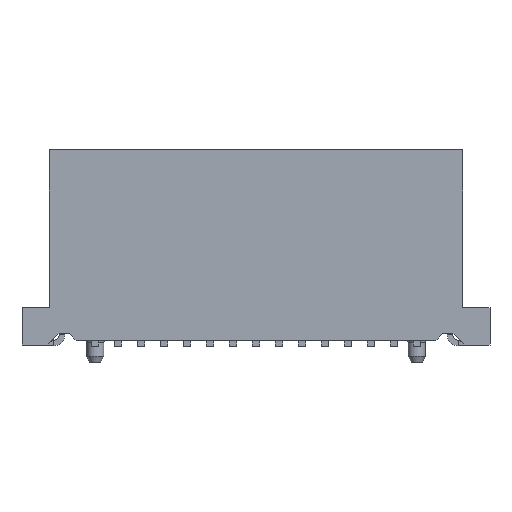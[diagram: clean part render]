
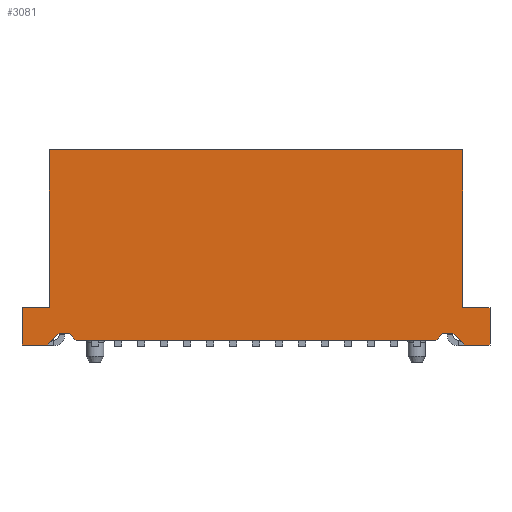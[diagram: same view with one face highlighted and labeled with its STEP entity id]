
A CAD part, front view. The second image highlights one B-rep face of the part: STEP entity #3081.
In plain terms, the highlighted planar face has unit normal (0, -1, 0).
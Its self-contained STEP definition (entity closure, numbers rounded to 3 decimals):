
#37=CARTESIAN_POINT('',(-7.2,-1.75,1.3));
#38=VERTEX_POINT('',#37);
#45=CARTESIAN_POINT('',(-7.2,-1.75,6.8));
#46=VERTEX_POINT('',#45);
#47=CARTESIAN_POINT('',(-7.2,-1.75,1.3));
#48=DIRECTION('',(0.,0.,1.));
#49=VECTOR('',#48,5.5);
#50=LINE('',#47,#49);
#51=EDGE_CURVE('',#38,#46,#50,.T.);
#85=CARTESIAN_POINT('',(7.2,-1.75,6.8));
#86=VERTEX_POINT('',#85);
#93=CARTESIAN_POINT('',(7.2,-1.75,1.3));
#94=VERTEX_POINT('',#93);
#95=CARTESIAN_POINT('',(7.2,-1.75,6.8));
#96=DIRECTION('',(0.,0.,-1.));
#97=VECTOR('',#96,5.5);
#98=LINE('',#95,#97);
#99=EDGE_CURVE('',#86,#94,#98,.T.);
#122=CARTESIAN_POINT('',(-7.2,-1.75,6.8));
#123=DIRECTION('',(1.,0.,0.));
#124=VECTOR('',#123,14.4);
#125=LINE('',#122,#124);
#126=EDGE_CURVE('',#46,#86,#125,.T.);
#1557=CARTESIAN_POINT('',(8.15,-1.75,0.));
#1558=VERTEX_POINT('',#1557);
#1575=CARTESIAN_POINT('',(8.15,-1.75,1.3));
#1576=VERTEX_POINT('',#1575);
#1583=CARTESIAN_POINT('',(8.15,-1.75,1.3));
#1584=DIRECTION('',(0.,0.,-1.));
#1585=VECTOR('',#1584,1.3);
#1586=LINE('',#1583,#1585);
#1587=EDGE_CURVE('',#1576,#1558,#1586,.T.);
#1597=CARTESIAN_POINT('',(-8.15,-1.75,0.));
#1598=VERTEX_POINT('',#1597);
#1599=CARTESIAN_POINT('',(-8.15,-1.75,1.3));
#1600=VERTEX_POINT('',#1599);
#1601=CARTESIAN_POINT('',(-8.15,-1.75,0.));
#1602=DIRECTION('',(0.,0.,1.));
#1603=VECTOR('',#1602,1.3);
#1604=LINE('',#1601,#1603);
#1605=EDGE_CURVE('',#1598,#1600,#1604,.T.);
#1684=CARTESIAN_POINT('',(7.2,-1.75,1.3));
#1685=DIRECTION('',(1.,0.,0.));
#1686=VECTOR('',#1685,0.95);
#1687=LINE('',#1684,#1686);
#1688=EDGE_CURVE('',#94,#1576,#1687,.T.);
#1752=CARTESIAN_POINT('',(-8.15,-1.75,1.3));
#1753=DIRECTION('',(1.,0.,0.));
#1754=VECTOR('',#1753,0.95);
#1755=LINE('',#1752,#1754);
#1756=EDGE_CURVE('',#1600,#38,#1755,.T.);
#2997=CARTESIAN_POINT('',(0.,-1.75,3.4));
#2998=DIRECTION('',(1.,0.,0.));
#2999=DIRECTION('',(0.,-1.,0.));
#3000=AXIS2_PLACEMENT_3D('',#2997,#2999,#2998);
#3001=PLANE('',#3000);
#3002=CARTESIAN_POINT('',(-7.26,-1.75,0.));
#3003=VERTEX_POINT('',#3002);
#3004=CARTESIAN_POINT('',(-8.15,-1.75,0.));
#3005=DIRECTION('',(1.,0.,0.));
#3006=VECTOR('',#3005,0.89);
#3007=LINE('',#3004,#3006);
#3008=EDGE_CURVE('',#1598,#3003,#3007,.T.);
#3009=ORIENTED_EDGE('',*,*,#3008,.T.);
#3010=CARTESIAN_POINT('',(-6.86,-1.75,0.4));
#3011=VERTEX_POINT('',#3010);
#3012=CARTESIAN_POINT('',(-7.26,-1.75,0.));
#3013=DIRECTION('',(0.707,0.,0.707));
#3014=VECTOR('',#3013,0.566);
#3015=LINE('',#3012,#3014);
#3016=EDGE_CURVE('',#3003,#3011,#3015,.T.);
#3017=ORIENTED_EDGE('',*,*,#3016,.T.);
#3018=CARTESIAN_POINT('',(-6.5,-1.75,0.4));
#3019=VERTEX_POINT('',#3018);
#3020=CARTESIAN_POINT('',(-6.86,-1.75,0.4));
#3021=DIRECTION('',(1.,0.,0.));
#3022=VECTOR('',#3021,0.36);
#3023=LINE('',#3020,#3022);
#3024=EDGE_CURVE('',#3011,#3019,#3023,.T.);
#3025=ORIENTED_EDGE('',*,*,#3024,.T.);
#3026=CARTESIAN_POINT('',(-6.266,-1.75,0.166));
#3027=VERTEX_POINT('',#3026);
#3028=CARTESIAN_POINT('',(-6.5,-1.75,0.4));
#3029=DIRECTION('',(0.707,0.,-0.707));
#3030=VECTOR('',#3029,0.332);
#3031=LINE('',#3028,#3030);
#3032=EDGE_CURVE('',#3019,#3027,#3031,.T.);
#3033=ORIENTED_EDGE('',*,*,#3032,.T.);
#3034=CARTESIAN_POINT('',(6.266,-1.75,0.166));
#3035=VERTEX_POINT('',#3034);
#3036=CARTESIAN_POINT('',(-6.266,-1.75,0.166));
#3037=DIRECTION('',(1.,0.,0.));
#3038=VECTOR('',#3037,12.531);
#3039=LINE('',#3036,#3038);
#3040=EDGE_CURVE('',#3027,#3035,#3039,.T.);
#3041=ORIENTED_EDGE('',*,*,#3040,.T.);
#3042=CARTESIAN_POINT('',(6.5,-1.75,0.4));
#3043=VERTEX_POINT('',#3042);
#3044=CARTESIAN_POINT('',(6.266,-1.75,0.166));
#3045=DIRECTION('',(0.707,0.,0.707));
#3046=VECTOR('',#3045,0.332);
#3047=LINE('',#3044,#3046);
#3048=EDGE_CURVE('',#3035,#3043,#3047,.T.);
#3049=ORIENTED_EDGE('',*,*,#3048,.T.);
#3050=CARTESIAN_POINT('',(6.86,-1.75,0.4));
#3051=VERTEX_POINT('',#3050);
#3052=CARTESIAN_POINT('',(6.5,-1.75,0.4));
#3053=DIRECTION('',(1.,0.,0.));
#3054=VECTOR('',#3053,0.36);
#3055=LINE('',#3052,#3054);
#3056=EDGE_CURVE('',#3043,#3051,#3055,.T.);
#3057=ORIENTED_EDGE('',*,*,#3056,.T.);
#3058=CARTESIAN_POINT('',(7.26,-1.75,0.));
#3059=VERTEX_POINT('',#3058);
#3060=CARTESIAN_POINT('',(6.86,-1.75,0.4));
#3061=DIRECTION('',(0.707,0.,-0.707));
#3062=VECTOR('',#3061,0.566);
#3063=LINE('',#3060,#3062);
#3064=EDGE_CURVE('',#3051,#3059,#3063,.T.);
#3065=ORIENTED_EDGE('',*,*,#3064,.T.);
#3066=CARTESIAN_POINT('',(7.26,-1.75,0.));
#3067=DIRECTION('',(1.,0.,0.));
#3068=VECTOR('',#3067,0.89);
#3069=LINE('',#3066,#3068);
#3070=EDGE_CURVE('',#3059,#1558,#3069,.T.);
#3071=ORIENTED_EDGE('',*,*,#3070,.T.);
#3072=ORIENTED_EDGE('',*,*,#1587,.F.);
#3073=ORIENTED_EDGE('',*,*,#1688,.F.);
#3074=ORIENTED_EDGE('',*,*,#99,.F.);
#3075=ORIENTED_EDGE('',*,*,#126,.F.);
#3076=ORIENTED_EDGE('',*,*,#51,.F.);
#3077=ORIENTED_EDGE('',*,*,#1756,.F.);
#3078=ORIENTED_EDGE('',*,*,#1605,.F.);
#3079=EDGE_LOOP('',(#3009,#3017,#3025,#3033,#3041,#3049,#3057,#3065,#3071,#3072,#3073,#3074,#3075,#3076,#3077,#3078));
#3080=FACE_OUTER_BOUND('',#3079,.T.);
#3081=ADVANCED_FACE('',(#3080),#3001,.T.);
